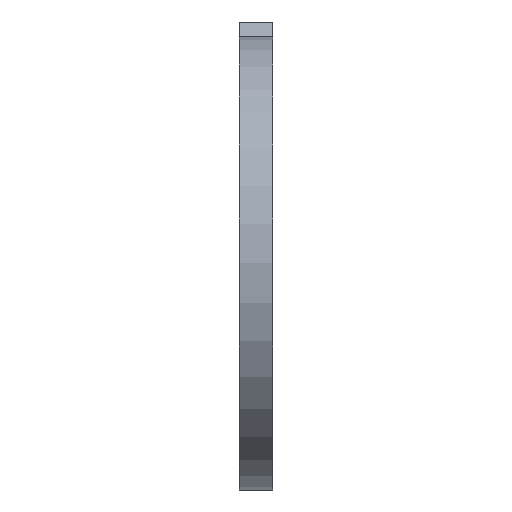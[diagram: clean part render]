
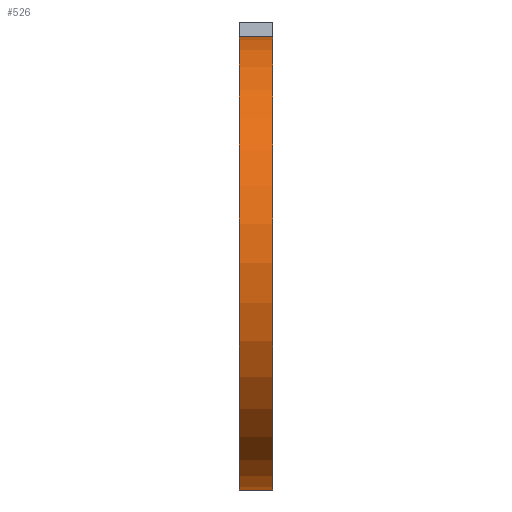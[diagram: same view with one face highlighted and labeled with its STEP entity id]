
A CAD part, left-side view. The second image highlights one B-rep face of the part: STEP entity #526.
In plain terms, the highlighted cylindrical face has radius 13.5 mm (diameter 27 mm), a partial arc.
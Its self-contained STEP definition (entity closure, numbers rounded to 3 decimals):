
#40 = CARTESIAN_POINT ( 'NONE',  ( 0., -2., 0. ) ) ;
#61 = DIRECTION ( 'NONE',  ( 0., 1., 0. ) ) ;
#71 = CARTESIAN_POINT ( 'NONE',  ( 0., -2., 0. ) ) ;
#72 = CYLINDRICAL_SURFACE ( 'NONE', #337, 13.5 ) ;
#75 = FACE_OUTER_BOUND ( 'NONE', #635, .T. ) ;
#91 = DIRECTION ( 'NONE',  ( 0., 1., 0. ) ) ;
#102 = CARTESIAN_POINT ( 'NONE',  ( 0., 0., -13.5 ) ) ;
#110 = DIRECTION ( 'NONE',  ( 0., 0., -1. ) ) ;
#112 = VERTEX_POINT ( 'NONE', #474 ) ;
#115 = CARTESIAN_POINT ( 'NONE',  ( 0., 0., 0. ) ) ;
#121 = CARTESIAN_POINT ( 'NONE',  ( 0., -2., -13.5 ) ) ;
#124 = EDGE_CURVE ( 'NONE', #112, #652, #196, .T. ) ;
#127 = DIRECTION ( 'NONE',  ( 0., 1., 0. ) ) ;
#139 = ORIENTED_EDGE ( 'NONE', *, *, #147, .T. ) ;
#147 = EDGE_CURVE ( 'NONE', #566, #112, #711, .T. ) ;
#196 = LINE ( 'NONE', #322, #360 ) ;
#245 = ORIENTED_EDGE ( 'NONE', *, *, #124, .T. ) ;
#246 = LINE ( 'NONE', #121, #344 ) ;
#313 = CARTESIAN_POINT ( 'NONE',  ( 0., 0., 13.5 ) ) ;
#322 = CARTESIAN_POINT ( 'NONE',  ( 0., -2., 13.5 ) ) ;
#337 = AXIS2_PLACEMENT_3D ( 'NONE', #71, #127, #341 ) ;
#341 = DIRECTION ( 'NONE',  ( 0., 0., 1. ) ) ;
#344 = VECTOR ( 'NONE', #61, 1000. ) ;
#352 = EDGE_CURVE ( 'NONE', #699, #652, #647, .T. ) ;
#360 = VECTOR ( 'NONE', #91, 1000. ) ;
#376 = DIRECTION ( 'NONE',  ( 0., 1., 0. ) ) ;
#422 = AXIS2_PLACEMENT_3D ( 'NONE', #115, #489, #110 ) ;
#450 = ORIENTED_EDGE ( 'NONE', *, *, #352, .F. ) ;
#451 = AXIS2_PLACEMENT_3D ( 'NONE', #40, #376, #482 ) ;
#464 = ORIENTED_EDGE ( 'NONE', *, *, #491, .F. ) ;
#474 = CARTESIAN_POINT ( 'NONE',  ( 0., -2., 13.5 ) ) ;
#482 = DIRECTION ( 'NONE',  ( 0., 0., -1. ) ) ;
#488 = CARTESIAN_POINT ( 'NONE',  ( 0., -2., -13.5 ) ) ;
#489 = DIRECTION ( 'NONE',  ( 0., 1., 0. ) ) ;
#491 = EDGE_CURVE ( 'NONE', #566, #699, #246, .T. ) ;
#526 = ADVANCED_FACE ( 'NONE', ( #75 ), #72, .T. ) ;
#566 = VERTEX_POINT ( 'NONE', #488 ) ;
#635 = EDGE_LOOP ( 'NONE', ( #464, #139, #245, #450 ) ) ;
#647 = CIRCLE ( 'NONE', #422, 13.5 ) ;
#652 = VERTEX_POINT ( 'NONE', #313 ) ;
#699 = VERTEX_POINT ( 'NONE', #102 ) ;
#711 = CIRCLE ( 'NONE', #451, 13.5 ) ;
